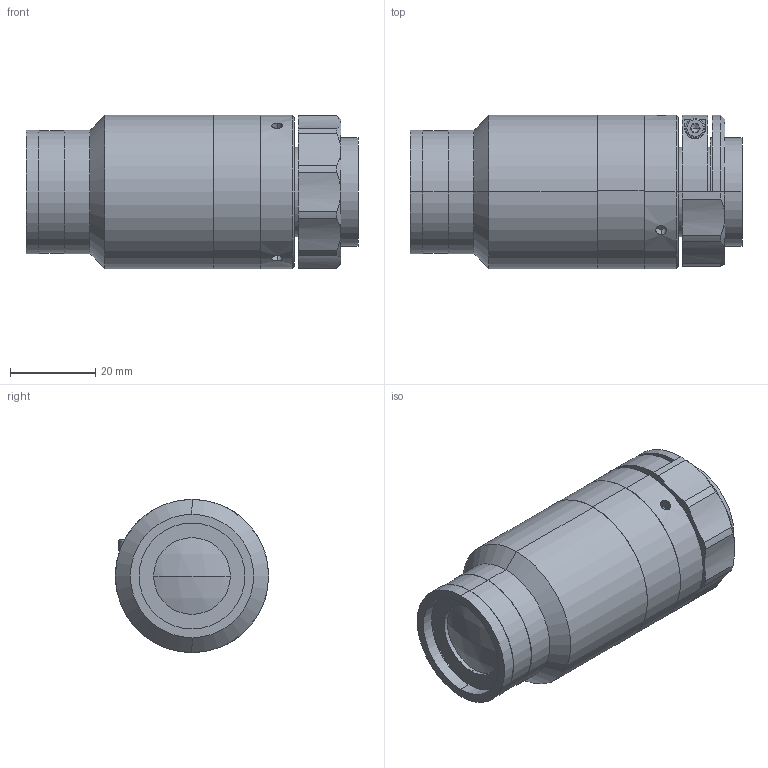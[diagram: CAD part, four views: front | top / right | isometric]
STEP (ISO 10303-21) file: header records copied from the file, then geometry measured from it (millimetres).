
FILE_DESCRIPTION (( 'STEP AP203' ), '1' );
FILE_NAME ('XF-MH015X444.STEP', '2020-08-24T07:09:40', ( 'canrill-02' ), ( '' ), 'SwSTEP 2.0', 'SolidWorks 2014', '' );
FILE_SCHEMA (( 'CONFIG_CONTROL_DESIGN' ));
Length unit declared in the file: millimetre
Products named in the file (1): XF-MH015X444
Bounding box: 78 x 36 x 36 mm (x, y, z)
Surface area: 14497.7 mm2 (no closed solid volume)
Topology: 0 solids, 9 shells, 97 faces, 256 edges, 170 vertices
Faces by surface type: cylinder 47, plane 31, cone 15, sphere 2, torus 2
Entity records: 3369 total; most frequent: CARTESIAN_POINT 843, DIRECTION 559, ORIENTED_EDGE 439, EDGE_CURVE 254, AXIS2_PLACEMENT_3D 230, VERTEX_POINT 170, CIRCLE 132, EDGE_LOOP 119
